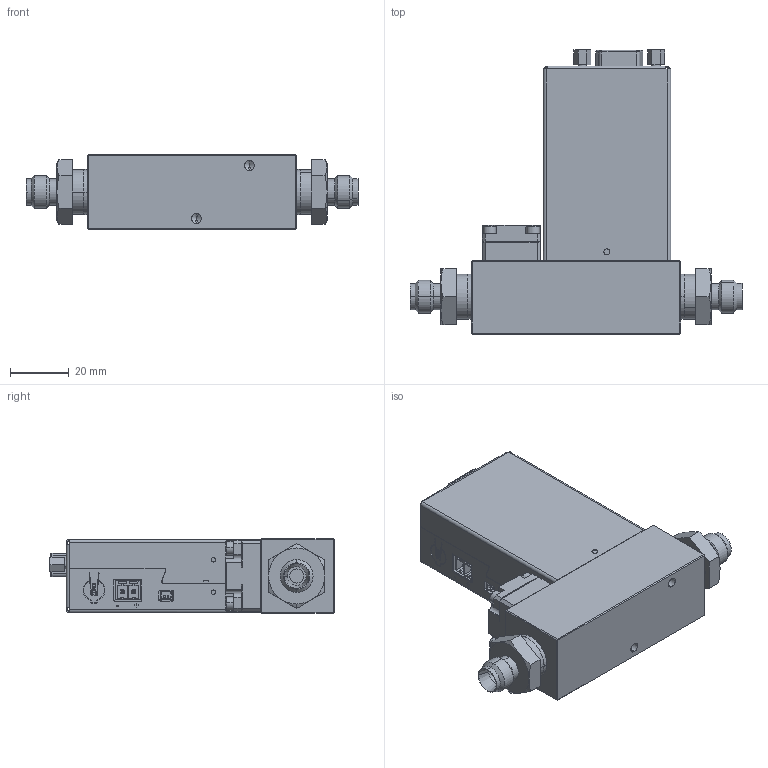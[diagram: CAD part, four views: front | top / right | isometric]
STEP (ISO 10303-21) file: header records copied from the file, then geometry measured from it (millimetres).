
FILE_DESCRIPTION (( 'STEP AP214' ), '1' );
FILE_NAME ('MF1-Meter-long-SW-PROFIBUS[MF1WgggrrrS4s0].STEP', '2013-02-07T08:36:14', ( '' ), ( '' ), 'SwSTEP 2.0', 'SolidWorks 2011', '' );
FILE_SCHEMA (( 'AUTOMOTIVE_DESIGN' ));
Length unit declared in the file: millimetre
Products named in the file (1): MF1-Meter-long-SW-PROFIBUS[MF1WgggrrrS4s0]
Bounding box: 112.74 x 96.5 x 25.4 mm (x, y, z)
Volume: 122159.9 mm3; surface area: 28341.2 mm2
Topology: 1 solids, 17 shells, 1373 faces, 4404 edges, 3244 vertices
Faces by surface type: plane 912, cylinder 372, cone 52, bspline 21, torus 16
Entity records: 72979 total; most frequent: CARTESIAN_POINT 18902, ORIENTED_EDGE 8760, DIRECTION 7173, EDGE_CURVE 4380, VERTEX_POINT 3244, VECTOR 2863, LINE 2863, AXIS2_PLACEMENT_3D 2155
